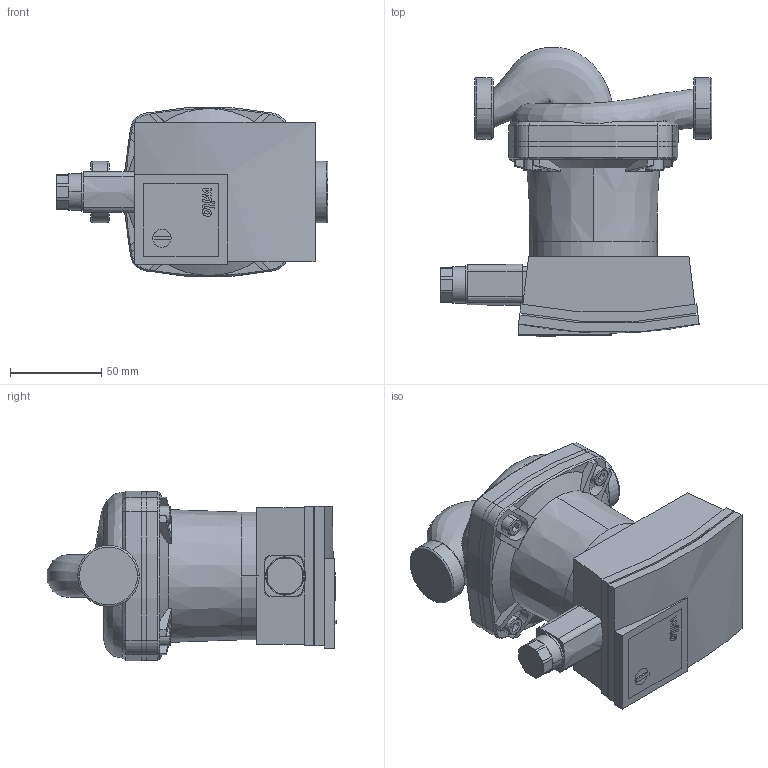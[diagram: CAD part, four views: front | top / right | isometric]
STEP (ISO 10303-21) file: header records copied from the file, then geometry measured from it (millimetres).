
FILE_DESCRIPTION((''),'2;1');
FILE_NAME('3d_Yonos-PICO-15_1-6-(ROW)-4164012.stp','2016-04-29T07:45:47',(''),(''),'Mechanical Desktop 2009','Mechanical Desktop 2009',', , ');
FILE_SCHEMA(('CONFIG_CONTROL_DESIGN'));
Length unit declared in the file: millimetre
Products named in the file (1): Product
Bounding box: 149 x 158.8 x 92.7 mm (x, y, z)
Volume: 842781.5 mm3; surface area: 122288.2 mm2
Topology: 11 solids, 11 shells, 326 faces, 884 edges, 593 vertices
Faces by surface type: plane 150, bspline 63, cylinder 61, cone 36, torus 16
Entity records: 15880 total; most frequent: CARTESIAN_POINT 7747, ORIENTED_EDGE 1768, DIRECTION 1555, EDGE_CURVE 884, VERTEX_POINT 593, AXIS2_PLACEMENT_3D 532, VECTOR 491, LINE 491
